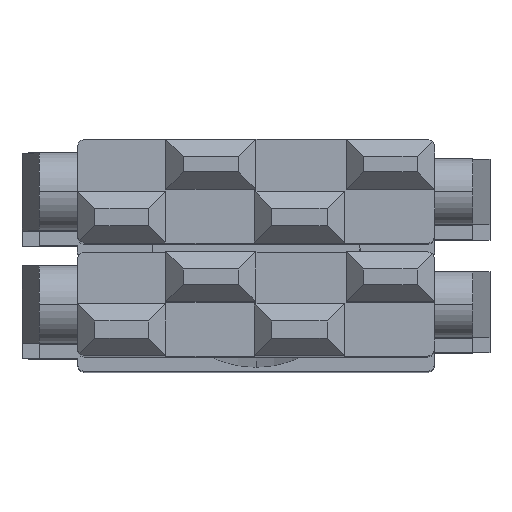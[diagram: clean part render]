
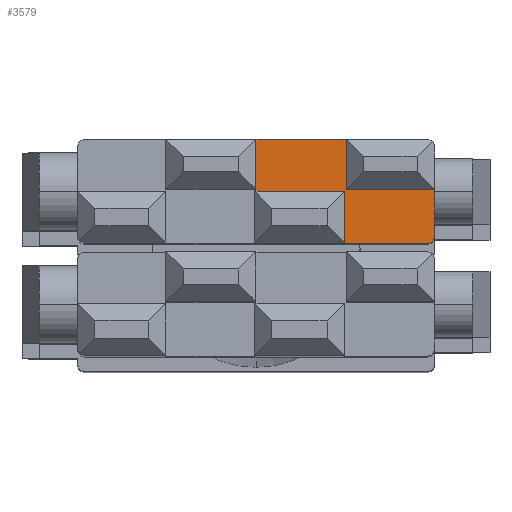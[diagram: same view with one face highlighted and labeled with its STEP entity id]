
A CAD part, top view. The second image highlights one B-rep face of the part: STEP entity #3579.
In plain terms, the highlighted planar face has unit normal (0, 0, 1).
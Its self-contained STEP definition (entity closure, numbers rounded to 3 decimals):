
#91 = VECTOR ( 'NONE', #382, 1000. ) ;
#93 = VERTEX_POINT ( 'NONE', #1852 ) ;
#110 = ORIENTED_EDGE ( 'NONE', *, *, #713, .T. ) ;
#180 = VERTEX_POINT ( 'NONE', #4300 ) ;
#234 = VERTEX_POINT ( 'NONE', #3333 ) ;
#275 = CARTESIAN_POINT ( 'NONE',  ( 2.6, 1.5, 16.4 ) ) ;
#284 = DIRECTION ( 'NONE',  ( 0., 1., 0. ) ) ;
#369 = VERTEX_POINT ( 'NONE', #3723 ) ;
#382 = DIRECTION ( 'NONE',  ( 1., 0., 0. ) ) ;
#437 = LINE ( 'NONE', #4217, #1918 ) ;
#445 = DIRECTION ( 'NONE',  ( -1., 0., 0. ) ) ;
#479 = DIRECTION ( 'NONE',  ( 1., 0., 0. ) ) ;
#518 = LINE ( 'NONE', #4062, #3291 ) ;
#524 = CARTESIAN_POINT ( 'NONE',  ( 5.15, 0.05, 16.4 ) ) ;
#563 = AXIS2_PLACEMENT_3D ( 'NONE', #3216, #3875, #856 ) ;
#592 = ORIENTED_EDGE ( 'NONE', *, *, #2392, .T. ) ;
#628 = VECTOR ( 'NONE', #4015, 1000. ) ;
#713 = EDGE_CURVE ( 'NONE', #3852, #1766, #1450, .T. ) ;
#723 = CARTESIAN_POINT ( 'NONE',  ( 5.15, 0.05, 16.4 ) ) ;
#856 = DIRECTION ( 'NONE',  ( -1., 0., 0. ) ) ;
#885 = CARTESIAN_POINT ( 'NONE',  ( 5.15, 0.05, 16.4 ) ) ;
#959 = EDGE_CURVE ( 'NONE', #93, #3810, #3328, .T. ) ;
#1023 = EDGE_CURVE ( 'NONE', #93, #180, #2515, .T. ) ;
#1040 = CARTESIAN_POINT ( 'NONE',  ( 5.15, -1.5, 16.4 ) ) ;
#1071 = CARTESIAN_POINT ( 'NONE',  ( 2.6, -7.561, 16.4 ) ) ;
#1133 = FACE_OUTER_BOUND ( 'NONE', #1600, .T. ) ;
#1183 = DIRECTION ( 'NONE',  ( 0., 0., -1. ) ) ;
#1191 = EDGE_CURVE ( 'NONE', #234, #369, #437, .T. ) ;
#1202 = LINE ( 'NONE', #723, #2479 ) ;
#1223 = VERTEX_POINT ( 'NONE', #1917 ) ;
#1242 = DIRECTION ( 'NONE',  ( 0., 1., 0. ) ) ;
#1344 = CARTESIAN_POINT ( 'NONE',  ( 0., -7.561, 16.4 ) ) ;
#1450 = CIRCLE ( 'NONE', #563, 0.2 ) ;
#1600 = EDGE_LOOP ( 'NONE', ( #2171, #110, #3210, #3918, #4112, #592, #1673, #4008, #2073 ) ) ;
#1635 = EDGE_CURVE ( 'NONE', #180, #1223, #518, .T. ) ;
#1653 = CARTESIAN_POINT ( 'NONE',  ( 4.95, -1.5, 16.4 ) ) ;
#1673 = ORIENTED_EDGE ( 'NONE', *, *, #959, .F. ) ;
#1680 = EDGE_CURVE ( 'NONE', #234, #3032, #1202, .T. ) ;
#1713 = CARTESIAN_POINT ( 'NONE',  ( 2.6, 0., 16.4 ) ) ;
#1729 = DIRECTION ( 'NONE',  ( 0., -1., 0. ) ) ;
#1766 = VERTEX_POINT ( 'NONE', #2508 ) ;
#1852 = CARTESIAN_POINT ( 'NONE',  ( 0., 0., 16.4 ) ) ;
#1917 = CARTESIAN_POINT ( 'NONE',  ( 2.55, -1.5, 16.4 ) ) ;
#1918 = VECTOR ( 'NONE', #1242, 1000. ) ;
#2073 = ORIENTED_EDGE ( 'NONE', *, *, #1635, .T. ) ;
#2086 = VECTOR ( 'NONE', #4014, 1000. ) ;
#2142 = VECTOR ( 'NONE', #2577, 1000. ) ;
#2171 = ORIENTED_EDGE ( 'NONE', *, *, #2751, .T. ) ;
#2204 = EDGE_CURVE ( 'NONE', #3032, #1766, #4123, .T. ) ;
#2392 = EDGE_CURVE ( 'NONE', #369, #3810, #2477, .T. ) ;
#2403 = VECTOR ( 'NONE', #284, 1000. ) ;
#2477 = LINE ( 'NONE', #275, #628 ) ;
#2479 = VECTOR ( 'NONE', #479, 1000. ) ;
#2508 = CARTESIAN_POINT ( 'NONE',  ( 5.15, -1.3, 16.4 ) ) ;
#2513 = LINE ( 'NONE', #1040, #91 ) ;
#2515 = LINE ( 'NONE', #1713, #2086 ) ;
#2577 = DIRECTION ( 'NONE',  ( 0., -1., 0. ) ) ;
#2751 = EDGE_CURVE ( 'NONE', #1223, #3852, #2513, .T. ) ;
#3032 = VERTEX_POINT ( 'NONE', #524 ) ;
#3058 = PLANE ( 'NONE',  #3453 ) ;
#3210 = ORIENTED_EDGE ( 'NONE', *, *, #2204, .F. ) ;
#3216 = CARTESIAN_POINT ( 'NONE',  ( 4.95, -1.3, 16.4 ) ) ;
#3291 = VECTOR ( 'NONE', #1729, 1000. ) ;
#3328 = LINE ( 'NONE', #1344, #2403 ) ;
#3333 = CARTESIAN_POINT ( 'NONE',  ( 2.6, 0.05, 16.4 ) ) ;
#3453 = AXIS2_PLACEMENT_3D ( 'NONE', #1071, #1183, #445 ) ;
#3579 = ADVANCED_FACE ( 'NONE', ( #1133 ), #3058, .F. ) ;
#3723 = CARTESIAN_POINT ( 'NONE',  ( 2.6, 1.5, 16.4 ) ) ;
#3810 = VERTEX_POINT ( 'NONE', #3954 ) ;
#3852 = VERTEX_POINT ( 'NONE', #1653 ) ;
#3875 = DIRECTION ( 'NONE',  ( 0., 0., 1. ) ) ;
#3918 = ORIENTED_EDGE ( 'NONE', *, *, #1680, .F. ) ;
#3954 = CARTESIAN_POINT ( 'NONE',  ( 0., 1.5, 16.4 ) ) ;
#4008 = ORIENTED_EDGE ( 'NONE', *, *, #1023, .T. ) ;
#4014 = DIRECTION ( 'NONE',  ( 1., 0., 0. ) ) ;
#4015 = DIRECTION ( 'NONE',  ( -1., 0., 0. ) ) ;
#4062 = CARTESIAN_POINT ( 'NONE',  ( 2.55, 0.05, 16.4 ) ) ;
#4112 = ORIENTED_EDGE ( 'NONE', *, *, #1191, .T. ) ;
#4123 = LINE ( 'NONE', #885, #2142 ) ;
#4217 = CARTESIAN_POINT ( 'NONE',  ( 2.6, -7.561, 16.4 ) ) ;
#4300 = CARTESIAN_POINT ( 'NONE',  ( 2.55, 0., 16.4 ) ) ;
